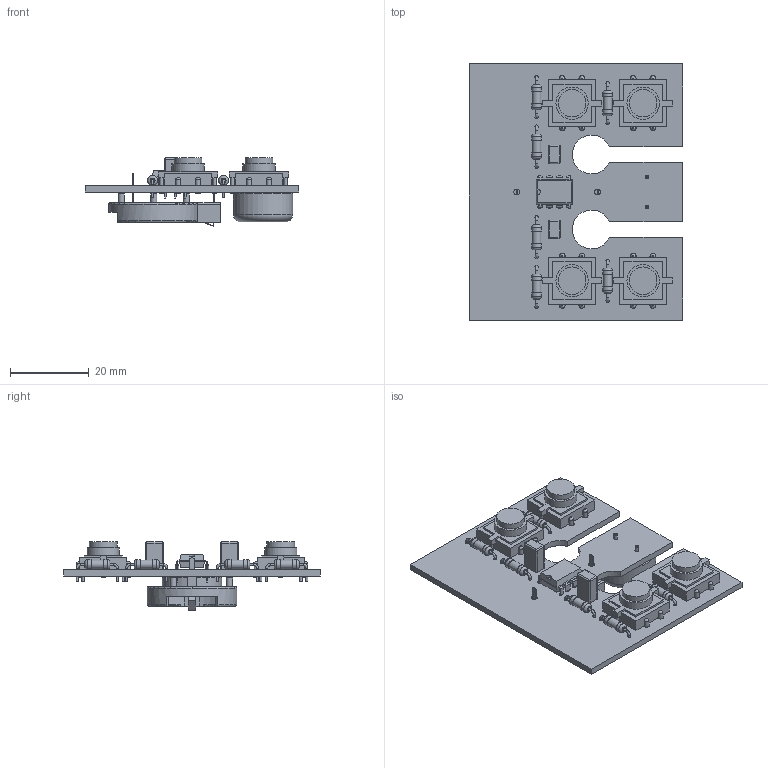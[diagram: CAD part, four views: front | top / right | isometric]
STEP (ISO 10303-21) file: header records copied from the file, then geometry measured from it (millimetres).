
FILE_DESCRIPTION(('KiCad electronic assembly'),'2;1');
FILE_NAME('reaktor51_led.step','2025-09-09T18:04:48',('Pcbnew'),('Kicad' ),'Open CASCADE STEP processor 7.6','KiCad to STEP converter', 'Unknown');
FILE_SCHEMA(('AUTOMOTIVE_DESIGN { 1 0 10303 214 1 1 1 1 }'));
Length unit declared in the file: millimetre
Products named in the file (14): reaktor51_led 1; C_Rect_L4.6mm_W3.0mm_P2.50mm_MKS02_FKP02; C_Rect_L46mm_W30mm_P250mm_MKS02_FKP02; R_Axial_DIN0207_L6.3mm_D2.5mm_P10.16mm_Horizontal; R_Axial_DIN0207_L63mm_D25mm_P1016mm_Horizontal; DIP-8_W7.62mm; SW_PUSH_12mm_LED; SW_PUSH_12mm_LED v1; BatteryHolder_Keystone_103_1x20mm; Keystone_103; Buzzer_15x7.5RM7.6; Buzzer_15x75RM76; _autosave-reaktor51_game_PCB
Assembly tree (22 placements, depth 3):
  reaktor51_led 1
    C_Rect_L4.6mm_W3.0mm_P2.50mm_MKS02_FKP02  x2
      C_Rect_L46mm_W30mm_P250mm_MKS02_FKP02
    R_Axial_DIN0207_L6.3mm_D2.5mm_P10.16mm_Horizontal  x6
      R_Axial_DIN0207_L63mm_D25mm_P1016mm_Horizontal
    DIP-8_W7.62mm
      DIP-8_W7.62mm
    SW_PUSH_12mm_LED  x4
      SW_PUSH_12mm_LED v1
    BatteryHolder_Keystone_103_1x20mm
      Keystone_103
    Buzzer_15x7.5RM7.6
      Buzzer_15x75RM76
    _autosave-reaktor51_game_PCB
Bounding box: 54 x 65 x 17.3 mm (x, y, z)
Volume: 10385.7 mm3; surface area: 14669.2 mm2
Topology: 48 solids, 48 shells, 696 faces, 1549 edges, 988 vertices
Faces by surface type: plane 420, cylinder 195, torus 37, bspline 36, sphere 8
Full cylindrical faces by diameter (mm): 0.4 x4, 0.6 x24, 0.7 x4, 0.8 x20, 0.9 x10, 1 x2, 1.1 x8, 1.2 x16, 1.5 x18, 1.57 x3, 1.8 x8, 2 x1, 2.25 x6, 2.5 x12, 6.066 x1, 7 x8, 8.2 x4, 14.154 x1, 15 x1
Entity records: 14958 total; most frequent: CARTESIAN_POINT 2720, DIRECTION 2077, ORIENTED_EDGE 2002, EDGE_CURVE 1001, AXIS2_PLACEMENT_3D 704, LINE 669, VECTOR 669, VERTEX_POINT 644
